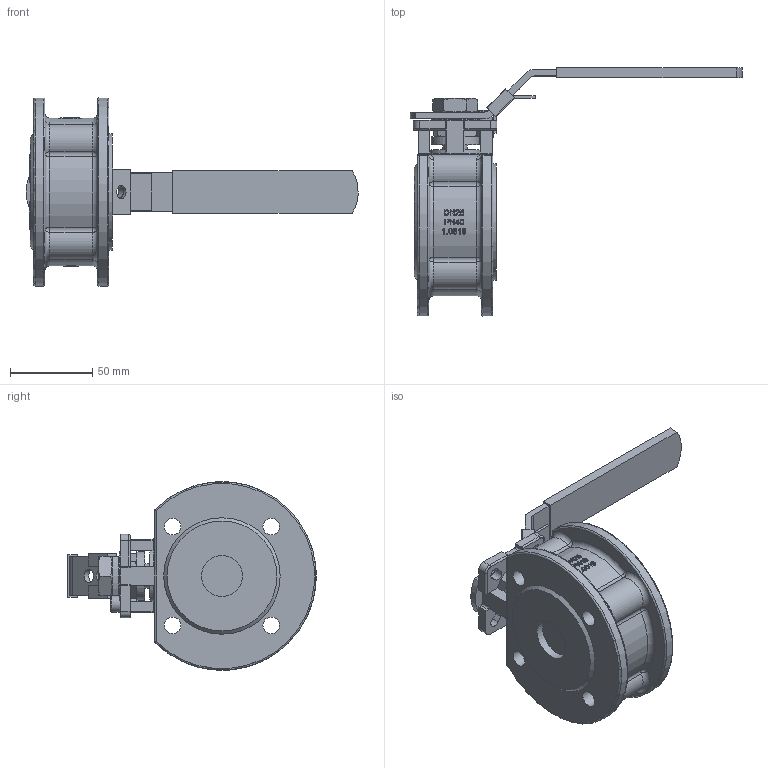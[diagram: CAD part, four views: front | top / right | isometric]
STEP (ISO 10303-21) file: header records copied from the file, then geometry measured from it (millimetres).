
FILE_DESCRIPTION(/* description */ ('Kugelhahn DN25 handbetätigt - Konturvereinfachung'),/* implementation_level */ '2;1');
FILE_NAME(/* name */ '79-25-40.stp',/* time_stamp */ '2016-10-31T12:16:51+01:00',/* author */ ('sci'),/* organization */ (''),/* preprocessor_version */ 'ST-DEVELOPER v16.1',/* originating_system */ 'Autodesk Inventor 2016',/* authorisation */ '');
FILE_SCHEMA (('AUTOMOTIVE_DESIGN { 1 0 10303 214 3 1 1 }'));
Products named in the file (1): ENG-006098
Bounding box: 202.42 x 151.48 x 114.96 mm (x, y, z)
Volume: 405142.1 mm3; surface area: 72805.7 mm2
Topology: 1 solids, 1 shells, 937 faces, 2532 edges, 1627 vertices
Faces by surface type: plane 477, bspline 203, cylinder 165, cone 41, torus 35, sphere 16
Full cylindrical faces by diameter (mm): 5 x4, 6 x2, 8 x3, 10 x1, 10.106 x4, 12.751 x1, 15 x1, 15.088 x2, 23 x1, 25 x2, 29.362 x2, 33 x1, 71 x1
Entity records: 69635 total; most frequent: CARTESIAN_POINT 46882, ORIENTED_EDGE 4930, DIRECTION 3752, EDGE_CURVE 2463, VERTEX_POINT 1604, LINE 1376, VECTOR 1376, AXIS2_PLACEMENT_3D 1188
